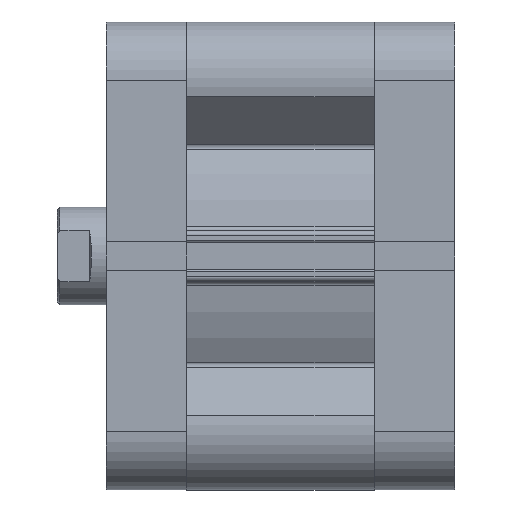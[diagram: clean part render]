
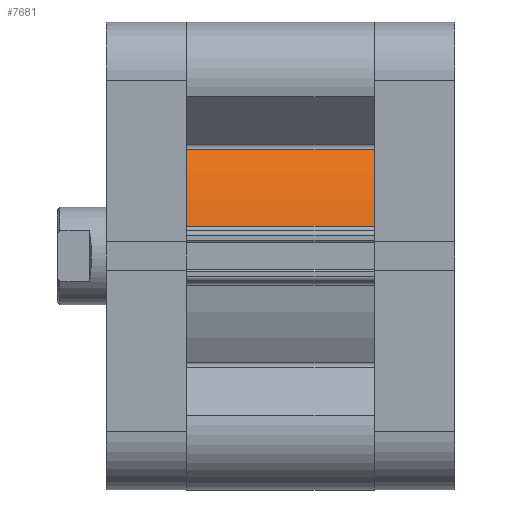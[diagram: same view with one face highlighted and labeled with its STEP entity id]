
A CAD part, front view. The second image highlights one B-rep face of the part: STEP entity #7681.
In plain terms, the highlighted cylindrical face has radius 43.5 mm (diameter 87 mm), a partial arc.
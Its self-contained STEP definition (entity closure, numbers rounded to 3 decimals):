
#1001 = AXIS2_PLACEMENT_3D ( 'NONE', #2871, #2870, #2869 ) ;
#1255 = AXIS2_PLACEMENT_3D ( 'NONE', #6094, #6095, #6096 ) ;
#1262 = AXIS2_PLACEMENT_3D ( 'NONE', #6120, #6122, #6123 ) ;
#1756 = FACE_OUTER_BOUND ( 'NONE', #8746, .T. ) ;
#1759 = CYLINDRICAL_SURFACE ( 'NONE', #1001, 43.5 ) ;
#2869 = DIRECTION ( 'NONE',  ( -1., 0., 0. ) ) ;
#2870 = DIRECTION ( 'NONE',  ( 0., 0., -1. ) ) ;
#2871 = CARTESIAN_POINT ( 'NONE',  ( 0., 0., 38.5 ) ) ;
#3306 = CARTESIAN_POINT ( 'NONE',  ( 6.11, -43.069, 0. ) ) ;
#3307 = CARTESIAN_POINT ( 'NONE',  ( 21.765, -37.663, 0. ) ) ;
#3308 = CARTESIAN_POINT ( 'NONE',  ( 21.765, -37.663, 38.5 ) ) ;
#3309 = CARTESIAN_POINT ( 'NONE',  ( 6.11, -43.069, 38.5 ) ) ;
#5396 = CIRCLE ( 'NONE', #1255, 43.5 ) ;
#5399 = VECTOR ( 'NONE', #6119, 1000. ) ;
#5404 = LINE ( 'NONE', #6124, #5406 ) ;
#5406 = VECTOR ( 'NONE', #6125, 1000. ) ;
#5407 = LINE ( 'NONE', #6111, #5399 ) ;
#5412 = CIRCLE ( 'NONE', #1262, 43.5 ) ;
#6094 = CARTESIAN_POINT ( 'NONE',  ( 0., 0., 38.5 ) ) ;
#6095 = DIRECTION ( 'NONE',  ( 0., 0., 1. ) ) ;
#6096 = DIRECTION ( 'NONE',  ( 1., 0., 0. ) ) ;
#6111 = CARTESIAN_POINT ( 'NONE',  ( 21.765, -37.663, 38.5 ) ) ;
#6119 = DIRECTION ( 'NONE',  ( 0., 0., 1. ) ) ;
#6120 = CARTESIAN_POINT ( 'NONE',  ( 0., 0., 0. ) ) ;
#6122 = DIRECTION ( 'NONE',  ( 0., 0., 1. ) ) ;
#6123 = DIRECTION ( 'NONE',  ( 1., 0., 0. ) ) ;
#6124 = CARTESIAN_POINT ( 'NONE',  ( 6.11, -43.069, 38.5 ) ) ;
#6125 = DIRECTION ( 'NONE',  ( 0., 0., -1. ) ) ;
#7681 = ADVANCED_FACE ( 'NONE', ( #1756 ), #1759, .T. ) ;
#8070 = ORIENTED_EDGE ( 'NONE', *, *, #10916, .T. ) ;
#8071 = ORIENTED_EDGE ( 'NONE', *, *, #10915, .T. ) ;
#8072 = ORIENTED_EDGE ( 'NONE', *, *, #10906, .F. ) ;
#8073 = ORIENTED_EDGE ( 'NONE', *, *, #10917, .T. ) ;
#8746 = EDGE_LOOP ( 'NONE', ( #8070, #8071, #8072, #8073 ) ) ;
#9145 = VERTEX_POINT ( 'NONE', #3306 ) ;
#9146 = VERTEX_POINT ( 'NONE', #3307 ) ;
#9147 = VERTEX_POINT ( 'NONE', #3308 ) ;
#9148 = VERTEX_POINT ( 'NONE', #3309 ) ;
#10906 = EDGE_CURVE ( 'NONE', #9148, #9147, #5396, .T. ) ;
#10915 = EDGE_CURVE ( 'NONE', #9146, #9147, #5407, .T. ) ;
#10916 = EDGE_CURVE ( 'NONE', #9145, #9146, #5412, .T. ) ;
#10917 = EDGE_CURVE ( 'NONE', #9148, #9145, #5404, .T. ) ;
